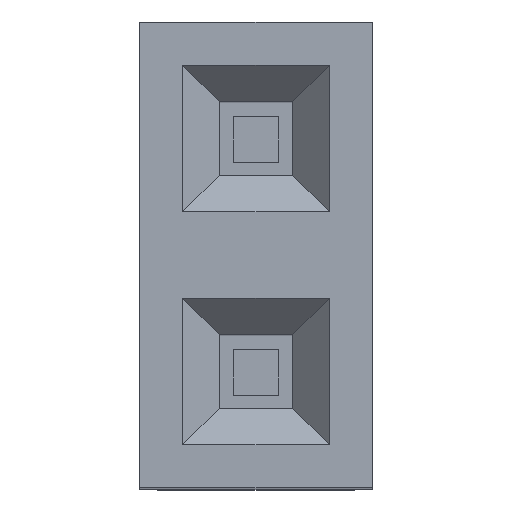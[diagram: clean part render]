
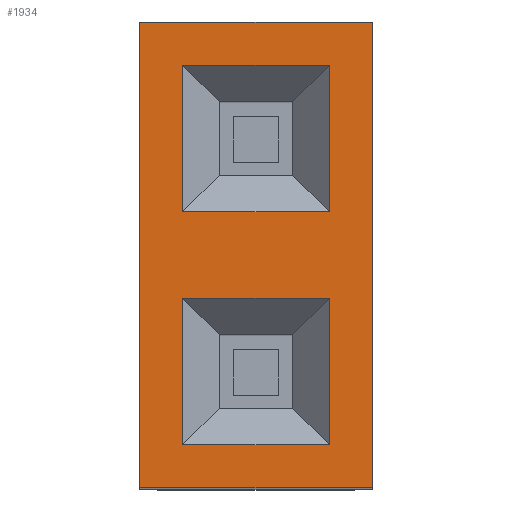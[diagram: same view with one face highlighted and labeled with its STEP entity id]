
A CAD part, top view. The second image highlights one B-rep face of the part: STEP entity #1934.
In plain terms, the highlighted planar face has unit normal (0, 0, 1).
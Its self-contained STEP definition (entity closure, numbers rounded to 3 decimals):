
#1502 = VERTEX_POINT('',#1503);
#1503 = CARTESIAN_POINT('',(-1.27,-1.27,13.58));
#1509 = EDGE_CURVE('',#1502,#1510,#1512,.T.);
#1510 = VERTEX_POINT('',#1511);
#1511 = CARTESIAN_POINT('',(1.27,-1.27,13.58));
#1512 = LINE('',#1513,#1514);
#1513 = CARTESIAN_POINT('',(-1.27,-1.27,13.58));
#1514 = VECTOR('',#1515,1.);
#1515 = DIRECTION('',(1.,0.,0.));
#1614 = VERTEX_POINT('',#1615);
#1615 = CARTESIAN_POINT('',(-1.27,3.81,13.58));
#1621 = EDGE_CURVE('',#1614,#1622,#1624,.T.);
#1622 = VERTEX_POINT('',#1623);
#1623 = CARTESIAN_POINT('',(1.27,3.81,13.58));
#1624 = LINE('',#1625,#1626);
#1625 = CARTESIAN_POINT('',(-1.27,3.81,13.58));
#1626 = VECTOR('',#1627,1.);
#1627 = DIRECTION('',(1.,0.,0.));
#1893 = EDGE_CURVE('',#1502,#1614,#1894,.T.);
#1894 = LINE('',#1895,#1896);
#1895 = CARTESIAN_POINT('',(-1.27,-1.27,13.58));
#1896 = VECTOR('',#1897,1.);
#1897 = DIRECTION('',(0.,1.,0.));
#1934 = ADVANCED_FACE('',(#1935,#1946,#1980),#2014,.T.);
#1935 = FACE_BOUND('',#1936,.T.);
#1936 = EDGE_LOOP('',(#1937,#1938,#1939,#1945));
#1937 = ORIENTED_EDGE('',*,*,#1893,.F.);
#1938 = ORIENTED_EDGE('',*,*,#1509,.T.);
#1939 = ORIENTED_EDGE('',*,*,#1940,.T.);
#1940 = EDGE_CURVE('',#1510,#1622,#1941,.T.);
#1941 = LINE('',#1942,#1943);
#1942 = CARTESIAN_POINT('',(1.27,-1.27,13.58));
#1943 = VECTOR('',#1944,1.);
#1944 = DIRECTION('',(0.,1.,0.));
#1945 = ORIENTED_EDGE('',*,*,#1621,.F.);
#1946 = FACE_BOUND('',#1947,.T.);
#1947 = EDGE_LOOP('',(#1948,#1958,#1966,#1974));
#1948 = ORIENTED_EDGE('',*,*,#1949,.T.);
#1949 = EDGE_CURVE('',#1950,#1952,#1954,.T.);
#1950 = VERTEX_POINT('',#1951);
#1951 = CARTESIAN_POINT('',(-0.8,3.34,13.58));
#1952 = VERTEX_POINT('',#1953);
#1953 = CARTESIAN_POINT('',(0.8,3.34,13.58));
#1954 = LINE('',#1955,#1956);
#1955 = CARTESIAN_POINT('',(-0.8,3.34,13.58));
#1956 = VECTOR('',#1957,1.);
#1957 = DIRECTION('',(1.,0.,0.));
#1958 = ORIENTED_EDGE('',*,*,#1959,.F.);
#1959 = EDGE_CURVE('',#1960,#1952,#1962,.T.);
#1960 = VERTEX_POINT('',#1961);
#1961 = CARTESIAN_POINT('',(0.8,1.74,13.58));
#1962 = LINE('',#1963,#1964);
#1963 = CARTESIAN_POINT('',(0.8,1.74,13.58));
#1964 = VECTOR('',#1965,1.);
#1965 = DIRECTION('',(0.,1.,0.));
#1966 = ORIENTED_EDGE('',*,*,#1967,.F.);
#1967 = EDGE_CURVE('',#1968,#1960,#1970,.T.);
#1968 = VERTEX_POINT('',#1969);
#1969 = CARTESIAN_POINT('',(-0.8,1.74,13.58));
#1970 = LINE('',#1971,#1972);
#1971 = CARTESIAN_POINT('',(-0.8,1.74,13.58));
#1972 = VECTOR('',#1973,1.);
#1973 = DIRECTION('',(1.,0.,0.));
#1974 = ORIENTED_EDGE('',*,*,#1975,.T.);
#1975 = EDGE_CURVE('',#1968,#1950,#1976,.T.);
#1976 = LINE('',#1977,#1978);
#1977 = CARTESIAN_POINT('',(-0.8,1.74,13.58));
#1978 = VECTOR('',#1979,1.);
#1979 = DIRECTION('',(0.,1.,0.));
#1980 = FACE_BOUND('',#1981,.T.);
#1981 = EDGE_LOOP('',(#1982,#1992,#2000,#2008));
#1982 = ORIENTED_EDGE('',*,*,#1983,.T.);
#1983 = EDGE_CURVE('',#1984,#1986,#1988,.T.);
#1984 = VERTEX_POINT('',#1985);
#1985 = CARTESIAN_POINT('',(-0.8,-0.8,13.58));
#1986 = VERTEX_POINT('',#1987);
#1987 = CARTESIAN_POINT('',(-0.8,0.8,13.58));
#1988 = LINE('',#1989,#1990);
#1989 = CARTESIAN_POINT('',(-0.8,-0.8,13.58));
#1990 = VECTOR('',#1991,1.);
#1991 = DIRECTION('',(0.,1.,0.));
#1992 = ORIENTED_EDGE('',*,*,#1993,.T.);
#1993 = EDGE_CURVE('',#1986,#1994,#1996,.T.);
#1994 = VERTEX_POINT('',#1995);
#1995 = CARTESIAN_POINT('',(0.8,0.8,13.58));
#1996 = LINE('',#1997,#1998);
#1997 = CARTESIAN_POINT('',(-0.8,0.8,13.58));
#1998 = VECTOR('',#1999,1.);
#1999 = DIRECTION('',(1.,0.,0.));
#2000 = ORIENTED_EDGE('',*,*,#2001,.F.);
#2001 = EDGE_CURVE('',#2002,#1994,#2004,.T.);
#2002 = VERTEX_POINT('',#2003);
#2003 = CARTESIAN_POINT('',(0.8,-0.8,13.58));
#2004 = LINE('',#2005,#2006);
#2005 = CARTESIAN_POINT('',(0.8,-0.8,13.58));
#2006 = VECTOR('',#2007,1.);
#2007 = DIRECTION('',(0.,1.,0.));
#2008 = ORIENTED_EDGE('',*,*,#2009,.F.);
#2009 = EDGE_CURVE('',#1984,#2002,#2010,.T.);
#2010 = LINE('',#2011,#2012);
#2011 = CARTESIAN_POINT('',(-0.8,-0.8,13.58));
#2012 = VECTOR('',#2013,1.);
#2013 = DIRECTION('',(1.,0.,0.));
#2014 = PLANE('',#2015);
#2015 = AXIS2_PLACEMENT_3D('',#2016,#2017,#2018);
#2016 = CARTESIAN_POINT('',(-1.27,-1.27,13.58));
#2017 = DIRECTION('',(0.,0.,1.));
#2018 = DIRECTION('',(1.,0.,0.));
